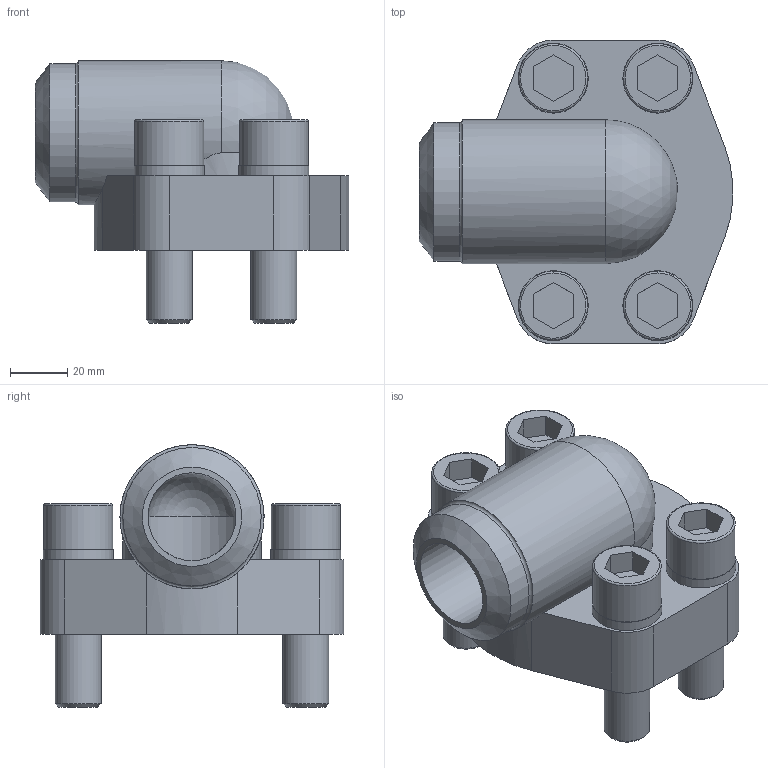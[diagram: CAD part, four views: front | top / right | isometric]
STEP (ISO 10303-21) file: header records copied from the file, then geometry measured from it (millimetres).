
FILE_DESCRIPTION(/* description */ ('STEP AP203'),/* implementation_level */ '2;1');
FILE_NAME(/* name */ 'SAE-Elbow Butt Weld Flange Connection AFW 38-6-48.3x8.8-01',/* time_stamp */ '2025-01-21T10:12:04+01:00',/* author */ ('License CC BY-ND 4.0'),/* organization */ ('CADENAS'),/* preprocessor_version */ 'ST-DEVELOPER v19.3',/* originating_system */ 'PARTsolutions',/* authorisation */ ' ');
FILE_SCHEMA (('CONFIG_CONTROL_DESIGN'));
Length unit declared in the file: millimetre
Products named in the file (1): SAE Winkelflanschanschluss AFW 38-6-48.3x8.8-01
Bounding box: 109.38 x 106 x 91.65 mm (x, y, z)
Volume: 301809.1 mm3; surface area: 68967.4 mm2
Topology: 1 solids, 3 shells, 111 faces, 239 edges, 155 vertices
Faces by surface type: plane 61, cylinder 35, torus 8, cone 5, sphere 2
Full cylindrical faces by diameter (mm): 16 x4, 16.2 x4, 17 x4, 24 x4, 24.4 x4, 30.7 x1, 38 x1, 47.42 x2, 48.3 x1, 50.3 x1, 54.08 x2
Entity records: 3555 total; most frequent: DIRECTION 490, CARTESIAN_POINT 483, ORIENTED_EDGE 374, AXIS2_PLACEMENT_3D 195, EDGE_CURVE 187, EDGE_LOOP 181, FACE_BOUND 181, VERTEX_POINT 146
